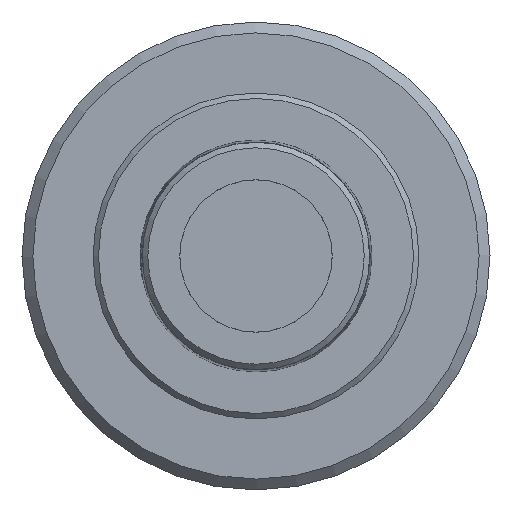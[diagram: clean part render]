
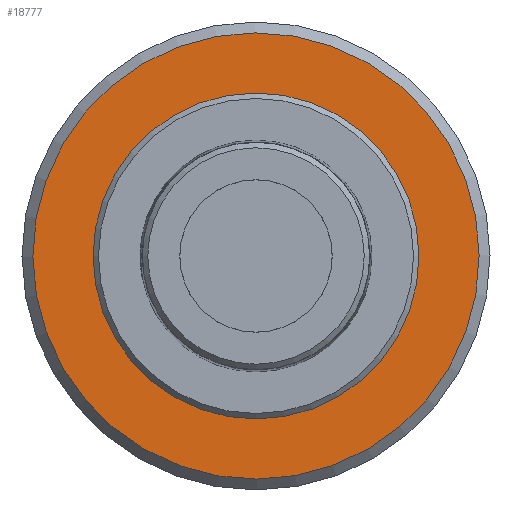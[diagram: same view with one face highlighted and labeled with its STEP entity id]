
A CAD part, left-side view. The second image highlights one B-rep face of the part: STEP entity #18777.
In plain terms, the highlighted planar face has unit normal (-1, 0, 0).
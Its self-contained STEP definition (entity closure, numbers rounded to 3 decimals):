
#214=FACE_BOUND('',#2845,.T.);
#919=PLANE('',#20275);
#1728=FACE_OUTER_BOUND('',#2844,.T.);
#2844=EDGE_LOOP('',(#15960));
#2845=EDGE_LOOP('',(#15961));
#3764=CIRCLE('',#20273,29.532);
#3766=CIRCLE('',#20276,41.);
#8358=VERTEX_POINT('',#54610);
#8359=VERTEX_POINT('',#54615);
#10987=EDGE_CURVE('',#8358,#8358,#3764,.T.);
#10989=EDGE_CURVE('',#8359,#8359,#3766,.T.);
#15960=ORIENTED_EDGE('',*,*,#10989,.F.);
#15961=ORIENTED_EDGE('',*,*,#10987,.T.);
#18777=ADVANCED_FACE('',(#1728,#214),#919,.T.);
#20273=AXIS2_PLACEMENT_3D('',#54612,#23211,#23212);
#20275=AXIS2_PLACEMENT_3D('',#54614,#23215,#23216);
#20276=AXIS2_PLACEMENT_3D('',#54616,#23217,#23218);
#23211=DIRECTION('center_axis',(1.,0.,0.));
#23212=DIRECTION('ref_axis',(0.,0.,-1.));
#23215=DIRECTION('center_axis',(-1.,0.,0.));
#23216=DIRECTION('ref_axis',(0.,0.,1.));
#23217=DIRECTION('center_axis',(1.,0.,0.));
#23218=DIRECTION('ref_axis',(0.,0.,-1.));
#54610=CARTESIAN_POINT('',(-17.1,0.,29.532));
#54612=CARTESIAN_POINT('Origin',(-17.1,0.,0.));
#54614=CARTESIAN_POINT('Origin',(-17.1,41.,0.));
#54615=CARTESIAN_POINT('',(-17.1,-41.,0.));
#54616=CARTESIAN_POINT('Origin',(-17.1,0.,0.));
